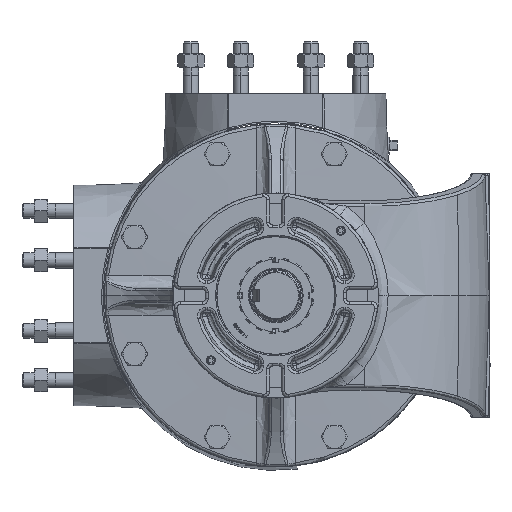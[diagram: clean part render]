
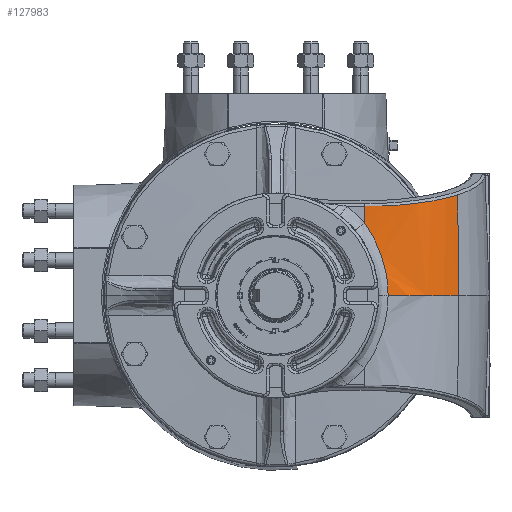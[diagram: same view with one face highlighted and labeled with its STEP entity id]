
A CAD part, left-side view. The second image highlights one B-rep face of the part: STEP entity #127983.
In plain terms, the highlighted free-form (B-spline) face has degree [1, 3] with [2, 4] control points.
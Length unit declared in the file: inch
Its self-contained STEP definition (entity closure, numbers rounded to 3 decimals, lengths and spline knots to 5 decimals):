
#6463 = DIRECTION ( 'NONE',  ( 0.037, -0.033, 0.999 ) ) ;
#9602 = CARTESIAN_POINT ( 'NONE',  ( -11.99184, -6.94108, 3.9739 ) ) ;
#10298 = CARTESIAN_POINT ( 'NONE',  ( -13.17281, -4.54736, 3.66508 ) ) ;
#10314 = B_SPLINE_CURVE_WITH_KNOTS ( 'NONE', 3,
 ( #44467, #77181, #191846, #94598, #208063, #111156, #11908, #127525, #28509, #143969, #45206, #160237, #61905, #176350, #78641, #192549, #95313, #208756, #111862, #12630 ),
 .UNSPECIFIED., .F., .F.,
 ( 4, 2, 2, 2, 2, 2, 2, 2, 2, 4 ),
 ( 0., 0.0101, 0.01515, 0.0202, 0.0404, 0.04545, 0.0505, 0.0606, 0.07069, 0.08079 ),
 .UNSPECIFIED. ) ;
#11908 = CARTESIAN_POINT ( 'NONE',  ( -13.29021, -4.00327, 2.34821 ) ) ;
#12630 = CARTESIAN_POINT ( 'NONE',  ( -13.3033, -4.58736, 0. ) ) ;
#13559 = CIRCLE ( 'NONE', #46217, 5.09035 ) ;
#16116 = CARTESIAN_POINT ( 'NONE',  ( -13.24369, -5.12006, 4.13462 ) ) ;
#18944 = LINE ( 'NONE', #200593, #188328 ) ;
#24206 = CARTESIAN_POINT ( 'NONE',  ( -13.25468, -3.63611, 3.64366 ) ) ;
#26156 = CARTESIAN_POINT ( 'NONE',  ( -12.32841, -6.52481, 3.88589 ) ) ;
#26895 = CARTESIAN_POINT ( 'NONE',  ( -13.2154, -4.27652, 3.65394 ) ) ;
#28509 = CARTESIAN_POINT ( 'NONE',  ( -13.28643, -4.25671, 1.81213 ) ) ;
#32752 = CARTESIAN_POINT ( 'NONE',  ( -11.4703, -7.43413, 4.13462 ) ) ;
#34989 = CARTESIAN_POINT ( 'NONE',  ( -11.67274, -7.46265, 0. ) ) ;
#42855 = CARTESIAN_POINT ( 'NONE',  ( -12.57199, -6.14842, 3.8222 ) ) ;
#43560 = CARTESIAN_POINT ( 'NONE',  ( -13.24287, -4.00268, 3.64676 ) ) ;
#44381 = ORIENTED_EDGE ( 'NONE', *, *, #167021, .T. ) ;
#44467 = CARTESIAN_POINT ( 'NONE',  ( -13.27969, -3.6136, 2.96318 ) ) ;
#45206 = CARTESIAN_POINT ( 'NONE',  ( -13.28356, -4.37946, 1.4339 ) ) ;
#45631 = ORIENTED_EDGE ( 'NONE', *, *, #128945, .F. ) ;
#46217 = AXIS2_PLACEMENT_3D ( 'NONE', #58925, #173497, #75700 ) ;
#50189 = ORIENTED_EDGE ( 'NONE', *, *, #116354, .T. ) ;
#55817 = ORIENTED_EDGE ( 'NONE', *, *, #125123, .T. ) ;
#56477 = ORIENTED_EDGE ( 'NONE', *, *, #167053, .T. ) ;
#58925 = CARTESIAN_POINT ( 'NONE',  ( -8.3, -3.65, 0. ) ) ;
#59512 = CARTESIAN_POINT ( 'NONE',  ( -12.70369, -5.91102, 3.78776 ) ) ;
#60266 = CARTESIAN_POINT ( 'NONE',  ( -13.25494, -3.7279, 3.6436 ) ) ;
#61048 = ORIENTED_EDGE ( 'NONE', *, *, #133508, .T. ) ;
#61905 = CARTESIAN_POINT ( 'NONE',  ( -13.28273, -4.43245, 1.24278 ) ) ;
#61932 = CARTESIAN_POINT ( 'NONE',  ( -13.27969, -3.6136, 2.96318 ) ) ;
#68482 = VERTEX_POINT ( 'NONE', #148317 ) ;
#74369 = CARTESIAN_POINT ( 'NONE',  ( -13.25468, -3.63611, 3.64366 ) ) ;
#75582 = CARTESIAN_POINT ( 'NONE',  ( -11.60765, -7.31876, 4.07436 ) ) ;
#75700 = DIRECTION ( 'NONE',  ( 1., 0., 0. ) ) ;
#76317 = CARTESIAN_POINT ( 'NONE',  ( -12.86144, -5.58333, 3.7465 ) ) ;
#77181 = CARTESIAN_POINT ( 'NONE',  ( -13.2842, -3.69264, 2.85668 ) ) ;
#78641 = CARTESIAN_POINT ( 'NONE',  ( -13.28304, -4.50485, 0.92118 ) ) ;
#81470 = CARTESIAN_POINT ( 'NONE',  ( -13.43654, -5.02823, 0. ) ) ;
#83918 = VERTEX_POINT ( 'NONE', #61932 ) ;
#92269 = CARTESIAN_POINT ( 'NONE',  ( -11.73957, -7.19629, 4.03987 ) ) ;
#92987 = CARTESIAN_POINT ( 'NONE',  ( -13.04665, -5.07511, 3.69807 ) ) ;
#94598 = CARTESIAN_POINT ( 'NONE',  ( -13.28924, -3.8724, 2.57833 ) ) ;
#95313 = CARTESIAN_POINT ( 'NONE',  ( -13.28779, -4.56193, 0.5295 ) ) ;
#96493 =( BOUNDED_SURFACE ( )  B_SPLINE_SURFACE ( 1, 3, ( 
 ( #195997, #81470, #98866, #212147 ),
 ( #115326, #16116, #131770, #32752 ) ),
 .UNSPECIFIED., .F., .F., .F. ) 
 B_SPLINE_SURFACE_WITH_KNOTS ( ( 2, 2 ),
 ( 4, 4 ),
 ( 0., 1. ),
 ( 0., 1. ),
 .UNSPECIFIED. ) 
 GEOMETRIC_REPRESENTATION_ITEM ( )  RATIONAL_B_SPLINE_SURFACE ( (
 ( 1., 0.937, 0.937, 1.),
 ( 1., 0.937, 0.937, 1.) ) ) 
 REPRESENTATION_ITEM ( '' )  SURFACE ( )  );
#98866 = CARTESIAN_POINT ( 'NONE',  ( -12.82625, -6.44223, 0. ) ) ;
#100013 = EDGE_LOOP ( 'NONE', ( #61048, #56477, #55817, #50189, #45631, #44381 ) ) ;
#103498 = B_SPLINE_CURVE_WITH_KNOTS ( 'NONE', 3,
 ( #138866, #108161, #75582, #189584, #92269, #205806, #108841, #9602, #125235, #26156, #141643, #42855, #157961, #59512, #174070, #76317, #190273, #92987, #206515, #109555, #10298, #125935, #26895, #142359, #43560, #158655, #60266, #174762 ),
 .UNSPECIFIED., .F., .F.,
 ( 4, 2, 2, 2, 2, 2, 2, 2, 2, 2, 2, 2, 2, 4 ),
 ( 0.08057, 0.08745, 0.0909, 0.09434, 0.10812, 0.1219, 0.12879, 0.13568, 0.14946, 0.16323, 0.17012, 0.17701, 0.1839, 0.19079 ),
 .UNSPECIFIED. ) ;
#108161 = CARTESIAN_POINT ( 'NONE',  ( -11.54022, -7.37757, 4.09199 ) ) ;
#108841 = CARTESIAN_POINT ( 'NONE',  ( -11.83568, -7.1018, 4.01474 ) ) ;
#109555 = CARTESIAN_POINT ( 'NONE',  ( -13.15537, -4.6365, 3.66964 ) ) ;
#111156 = CARTESIAN_POINT ( 'NONE',  ( -13.29019, -3.97178, 2.40627 ) ) ;
#111862 = CARTESIAN_POINT ( 'NONE',  ( -13.29816, -4.58769, 0.13259 ) ) ;
#115326 = CARTESIAN_POINT ( 'NONE',  ( -13.23658, -3.6265, 4.13462 ) ) ;
#116354 = EDGE_CURVE ( 'NONE', #139612, #68482, #129229, .T. ) ;
#116410 = VECTOR ( 'NONE', #177049, 39.37008 ) ;
#125123 = EDGE_CURVE ( 'NONE', #153941, #139612, #103498, .T. ) ;
#125235 = CARTESIAN_POINT ( 'NONE',  ( -12.10908, -6.80637, 3.94325 ) ) ;
#125935 = CARTESIAN_POINT ( 'NONE',  ( -13.20282, -4.36745, 3.65723 ) ) ;
#127525 = CARTESIAN_POINT ( 'NONE',  ( -13.28948, -4.15471, 2.05519 ) ) ;
#127983 = ADVANCED_FACE ( 'NONE', ( #138174 ), #96493, .F. ) ;
#128945 = EDGE_CURVE ( 'NONE', #83918, #68482, #18944, .T. ) ;
#129229 = B_SPLINE_CURVE_WITH_KNOTS ( 'NONE', 3,
 ( #139719, #24206, #172182, #74369 ),
 .UNSPECIFIED., .F., .F.,
 ( 4, 4 ),
 ( 0., 0. ),
 .UNSPECIFIED. ) ;
#131770 = CARTESIAN_POINT ( 'NONE',  ( -12.61518, -6.47496, 4.13462 ) ) ;
#133508 = EDGE_CURVE ( 'NONE', #170057, #196125, #13559, .T. ) ;
#138174 = FACE_OUTER_BOUND ( 'NONE', #100013, .T. ) ;
#138866 = CARTESIAN_POINT ( 'NONE',  ( -11.4715, -7.4343, 4.10996 ) ) ;
#139612 = VERTEX_POINT ( 'NONE', #200515 ) ;
#139719 = CARTESIAN_POINT ( 'NONE',  ( -13.25468, -3.63611, 3.64367 ) ) ;
#141643 = CARTESIAN_POINT ( 'NONE',  ( -12.43049, -6.37797, 3.8592 ) ) ;
#142359 = CARTESIAN_POINT ( 'NONE',  ( -13.23542, -4.09417, 3.6487 ) ) ;
#143969 = CARTESIAN_POINT ( 'NONE',  ( -13.28399, -4.36003, 1.49737 ) ) ;
#144670 = CARTESIAN_POINT ( 'NONE',  ( -11.42793, -7.42816, 5. ) ) ;
#148317 = CARTESIAN_POINT ( 'NONE',  ( -13.25468, -3.63611, 3.64366 ) ) ;
#153941 = VERTEX_POINT ( 'NONE', #185705 ) ;
#157961 = CARTESIAN_POINT ( 'NONE',  ( -12.61722, -6.07035, 3.81037 ) ) ;
#158655 = CARTESIAN_POINT ( 'NONE',  ( -13.25263, -3.81957, 3.6442 ) ) ;
#159675 = LINE ( 'NONE', #144670, #116410 ) ;
#160237 = CARTESIAN_POINT ( 'NONE',  ( -13.28293, -4.41565, 1.30666 ) ) ;
#167021 = EDGE_CURVE ( 'NONE', #83918, #170057, #10314, .T. ) ;
#167053 = EDGE_CURVE ( 'NONE', #196125, #153941, #159675, .T. ) ;
#169486 = CARTESIAN_POINT ( 'NONE',  ( -13.3033, -4.58736, 0. ) ) ;
#170057 = VERTEX_POINT ( 'NONE', #169486 ) ;
#172182 = CARTESIAN_POINT ( 'NONE',  ( -13.25468, -3.63611, 3.64366 ) ) ;
#173497 = DIRECTION ( 'NONE',  ( 0., 0., 1. ) ) ;
#174070 = CARTESIAN_POINT ( 'NONE',  ( -12.74502, -5.82955, 3.77695 ) ) ;
#174762 = CARTESIAN_POINT ( 'NONE',  ( -13.25468, -3.63611, 3.64367 ) ) ;
#176350 = CARTESIAN_POINT ( 'NONE',  ( -13.28256, -4.47897, 1.05042 ) ) ;
#177049 = DIRECTION ( 'NONE',  ( 0.049, 0.007, 0.999 ) ) ;
#185705 = CARTESIAN_POINT ( 'NONE',  ( -11.4715, -7.4343, 4.10996 ) ) ;
#188328 = VECTOR ( 'NONE', #6463, 39.37008 ) ;
#189584 = CARTESIAN_POINT ( 'NONE',  ( -11.70683, -7.22732, 4.04843 ) ) ;
#190273 = CARTESIAN_POINT ( 'NONE',  ( -12.92944, -5.416, 3.72872 ) ) ;
#191846 = CARTESIAN_POINT ( 'NONE',  ( -13.28693, -3.76719, 2.74713 ) ) ;
#192549 = CARTESIAN_POINT ( 'NONE',  ( -13.28565, -4.54632, 0.66072 ) ) ;
#195997 = CARTESIAN_POINT ( 'NONE',  ( -13.3878, -3.48892, 0. ) ) ;
#196125 = VERTEX_POINT ( 'NONE', #34989 ) ;
#200515 = CARTESIAN_POINT ( 'NONE',  ( -13.25468, -3.63611, 3.64367 ) ) ;
#200593 = CARTESIAN_POINT ( 'NONE',  ( -13.20484, -3.68099, 5. ) ) ;
#205806 = CARTESIAN_POINT ( 'NONE',  ( -11.80397, -7.13355, 4.02303 ) ) ;
#206515 = CARTESIAN_POINT ( 'NONE',  ( -13.09586, -4.90156, 3.6852 ) ) ;
#208063 = CARTESIAN_POINT ( 'NONE',  ( -13.28971, -3.90636, 2.5213 ) ) ;
#208756 = CARTESIAN_POINT ( 'NONE',  ( -13.29406, -4.58265, 0.26504 ) ) ;
#212147 = CARTESIAN_POINT ( 'NONE',  ( -11.67274, -7.46265, 0. ) ) ;
